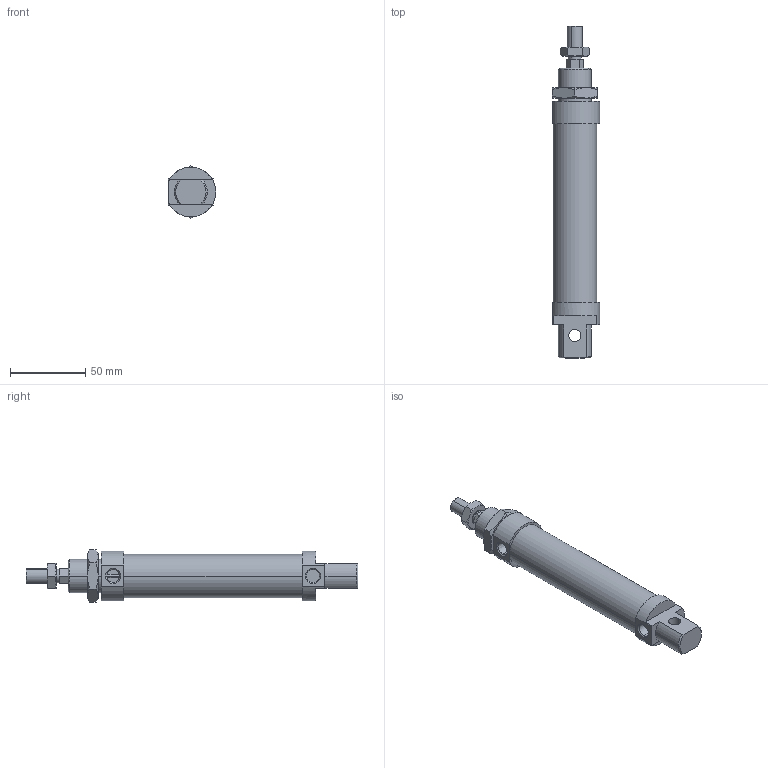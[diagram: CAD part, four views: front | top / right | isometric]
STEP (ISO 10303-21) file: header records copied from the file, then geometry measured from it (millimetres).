
FILE_DESCRIPTION((''),'2;1');
FILE_NAME('1260_25_0080_E.stp','2003-04-05T07:53:24',('maffial1'),(''),'Autodesk Inventor (R) 6.0','Autodesk Inventor (R) 6.0','');
FILE_SCHEMA(('AUTOMOTIVE_DESIGN { 1 0 10303 214 1 1 1 1 }'));
Length unit declared in the file: millimetre
Products named in the file (5): 1260_25_0080_E; S1260E_25_80; C1260E_25_80; 1200_25_05; 1200_25_06
Assembly tree (4 placements, depth 2):
  1260_25_0080_E
    S1260E_25_80
    C1260E_25_80
    1200_25_05
    1200_25_06
Bounding box: 31.5 x 221 x 34.64 mm (x, y, z)
Volume: 121391.4 mm3; surface area: 31580.8 mm2
Topology: 4 solids, 4 shells, 125 faces, 285 edges, 174 vertices
Faces by surface type: plane 46, cone 40, bspline 21, cylinder 18
Entity records: 3822 total; most frequent: CARTESIAN_POINT 1012, DIRECTION 571, ORIENTED_EDGE 570, EDGE_CURVE 285, AXIS2_PLACEMENT_3D 225, VERTEX_POINT 174, EDGE_LOOP 139, FACE_OUTER_BOUND 125
